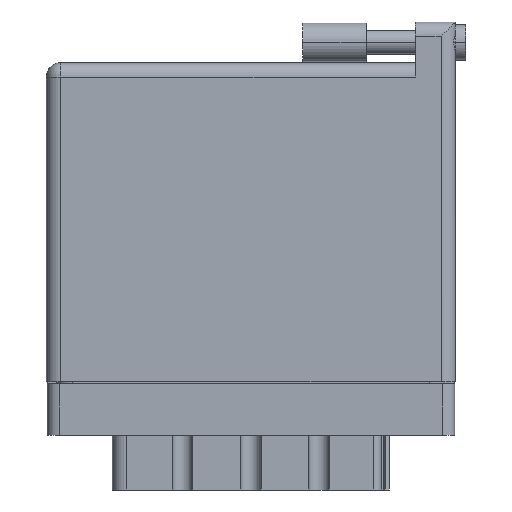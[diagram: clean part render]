
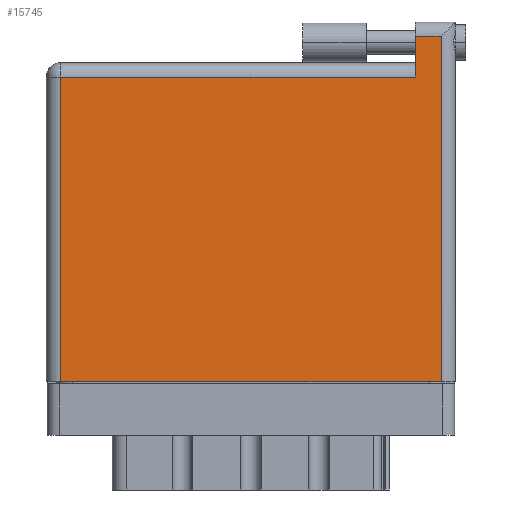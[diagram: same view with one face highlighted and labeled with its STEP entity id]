
A CAD part, front view. The second image highlights one B-rep face of the part: STEP entity #15745.
In plain terms, the highlighted face is planar.
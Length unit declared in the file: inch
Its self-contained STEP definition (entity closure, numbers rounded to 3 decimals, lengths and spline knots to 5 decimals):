
#497 = ORIENTED_EDGE ( 'NONE', *, *, #22715, .T. ) ;
#666 = CARTESIAN_POINT ( 'NONE',  ( 1.811, 1.696, 0. ) ) ;
#1192 = DIRECTION ( 'NONE',  ( -1., 0., 0. ) ) ;
#1835 = VERTEX_POINT ( 'NONE', #666 ) ;
#1991 = VECTOR ( 'NONE', #23710, 39.37008 ) ;
#4261 = LINE ( 'NONE', #34695, #15033 ) ;
#5152 = LINE ( 'NONE', #15174, #1991 ) ;
#6037 = CARTESIAN_POINT ( 'NONE',  ( 0., 1.696, 0. ) ) ;
#8044 = VERTEX_POINT ( 'NONE', #20328 ) ;
#12896 = LINE ( 'NONE', #28213, #20037 ) ;
#13364 = LINE ( 'NONE', #32886, #26384 ) ;
#13472 = VECTOR ( 'NONE', #30934, 39.37008 ) ;
#13726 = EDGE_CURVE ( 'NONE', #17638, #32504, #12896, .T. ) ;
#14082 = LINE ( 'NONE', #6037, #28426 ) ;
#15033 = VECTOR ( 'NONE', #23344, 39.37008 ) ;
#15174 = CARTESIAN_POINT ( 'NONE',  ( 0., 1.496, 0. ) ) ;
#15745 = ADVANCED_FACE ( 'NONE', ( #36723 ), #18860, .F. ) ;
#15864 = DIRECTION ( 'NONE',  ( 0., -1., 0. ) ) ;
#16760 = CARTESIAN_POINT ( 'NONE',  ( 1.938, 1.766, 0. ) ) ;
#16772 = CARTESIAN_POINT ( 'NONE',  ( 0.07, 1.496, 0. ) ) ;
#16846 = AXIS2_PLACEMENT_3D ( 'NONE', #18745, #35523, #1192 ) ;
#17638 = VERTEX_POINT ( 'NONE', #16772 ) ;
#18500 = VERTEX_POINT ( 'NONE', #35755 ) ;
#18745 = CARTESIAN_POINT ( 'NONE',  ( 0., 1.566, 0. ) ) ;
#18860 = PLANE ( 'NONE',  #16846 ) ;
#20037 = VECTOR ( 'NONE', #36796, 39.37008 ) ;
#20328 = CARTESIAN_POINT ( 'NONE',  ( 1.938, 1.696, 0. ) ) ;
#20497 = ORIENTED_EDGE ( 'NONE', *, *, #27357, .T. ) ;
#21940 = EDGE_CURVE ( 'NONE', #32504, #18500, #4261, .T. ) ;
#22715 = EDGE_CURVE ( 'NONE', #8044, #1835, #14082, .T. ) ;
#23344 = DIRECTION ( 'NONE',  ( 1., 0., 0. ) ) ;
#23710 = DIRECTION ( 'NONE',  ( -1., 0., 0. ) ) ;
#24131 = ORIENTED_EDGE ( 'NONE', *, *, #13726, .T. ) ;
#24323 = EDGE_CURVE ( 'NONE', #18500, #8044, #30038, .T. ) ;
#24879 = ORIENTED_EDGE ( 'NONE', *, *, #21940, .T. ) ;
#24940 = ORIENTED_EDGE ( 'NONE', *, *, #24323, .T. ) ;
#26061 = DIRECTION ( 'NONE',  ( -1., 0., 0. ) ) ;
#26263 = EDGE_LOOP ( 'NONE', ( #24879, #24940, #497, #36555, #20497, #24131 ) ) ;
#26384 = VECTOR ( 'NONE', #15864, 39.37008 ) ;
#27357 = EDGE_CURVE ( 'NONE', #30596, #17638, #5152, .T. ) ;
#28213 = CARTESIAN_POINT ( 'NONE',  ( 0.07, 0., 0. ) ) ;
#28426 = VECTOR ( 'NONE', #26061, 39.37008 ) ;
#30038 = LINE ( 'NONE', #16760, #13472 ) ;
#30596 = VERTEX_POINT ( 'NONE', #36133 ) ;
#30934 = DIRECTION ( 'NONE',  ( 0., 1., 0. ) ) ;
#32228 = EDGE_CURVE ( 'NONE', #1835, #30596, #13364, .T. ) ;
#32504 = VERTEX_POINT ( 'NONE', #36707 ) ;
#32886 = CARTESIAN_POINT ( 'NONE',  ( 1.811, 1.766, 0. ) ) ;
#34695 = CARTESIAN_POINT ( 'NONE',  ( 0., 0., 0. ) ) ;
#35523 = DIRECTION ( 'NONE',  ( 0., 0., -1. ) ) ;
#35755 = CARTESIAN_POINT ( 'NONE',  ( 1.938, 0., 0. ) ) ;
#36133 = CARTESIAN_POINT ( 'NONE',  ( 1.811, 1.496, 0. ) ) ;
#36555 = ORIENTED_EDGE ( 'NONE', *, *, #32228, .T. ) ;
#36707 = CARTESIAN_POINT ( 'NONE',  ( 0.07, 0., 0. ) ) ;
#36723 = FACE_OUTER_BOUND ( 'NONE', #26263, .T. ) ;
#36796 = DIRECTION ( 'NONE',  ( 0., -1., 0. ) ) ;
